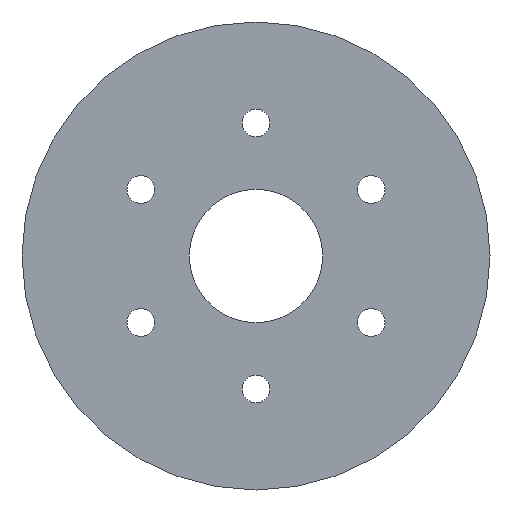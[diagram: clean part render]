
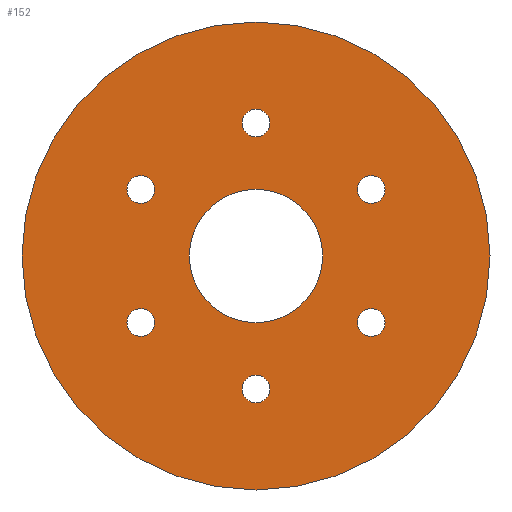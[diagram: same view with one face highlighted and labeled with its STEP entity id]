
A CAD part, front view. The second image highlights one B-rep face of the part: STEP entity #152.
In plain terms, the highlighted planar face has unit normal (0, -1, 0).
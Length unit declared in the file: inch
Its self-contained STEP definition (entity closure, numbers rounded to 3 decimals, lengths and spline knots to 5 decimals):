
#1 = VERTEX_POINT ( 'NONE', #346 ) ;
#5 = CARTESIAN_POINT ( 'NONE',  ( 0.8119, 0., 0.56675 ) ) ;
#10 = AXIS2_PLACEMENT_3D ( 'NONE', #200, #276, #148 ) ;
#11 = EDGE_LOOP ( 'NONE', ( #268 ) ) ;
#12 = ORIENTED_EDGE ( 'NONE', *, *, #277, .T. ) ;
#13 = DIRECTION ( 'NONE',  ( 0., 0., 1. ) ) ;
#15 = CARTESIAN_POINT ( 'NONE',  ( 0.8119, 0., -0.46875 ) ) ;
#18 = FACE_BOUND ( 'NONE', #113, .T. ) ;
#24 = AXIS2_PLACEMENT_3D ( 'NONE', #172, #150, #250 ) ;
#25 = CARTESIAN_POINT ( 'NONE',  ( 0., 0., 0. ) ) ;
#53 = CIRCLE ( 'NONE', #24, 0.098 ) ;
#55 = CARTESIAN_POINT ( 'NONE',  ( -0.8119, 0., -0.37075 ) ) ;
#57 = EDGE_LOOP ( 'NONE', ( #12 ) ) ;
#62 = CARTESIAN_POINT ( 'NONE',  ( 0., 0., -0.8395 ) ) ;
#75 = PLANE ( 'NONE',  #10 ) ;
#81 = AXIS2_PLACEMENT_3D ( 'NONE', #25, #82, #263 ) ;
#82 = DIRECTION ( 'NONE',  ( 0., 1., 0. ) ) ;
#83 = DIRECTION ( 'NONE',  ( 0., 1., 0. ) ) ;
#89 = VERTEX_POINT ( 'NONE', #5 ) ;
#92 = ORIENTED_EDGE ( 'NONE', *, *, #179, .T. ) ;
#96 = DIRECTION ( 'NONE',  ( 0., 0., 1. ) ) ;
#98 = CARTESIAN_POINT ( 'NONE',  ( -0.8119, 0., 0.46875 ) ) ;
#99 = CIRCLE ( 'NONE', #183, 0.098 ) ;
#104 = AXIS2_PLACEMENT_3D ( 'NONE', #98, #121, #202 ) ;
#108 = AXIS2_PLACEMENT_3D ( 'NONE', #332, #283, #96 ) ;
#110 = CARTESIAN_POINT ( 'NONE',  ( 0.8119, 0., -0.37075 ) ) ;
#111 = EDGE_LOOP ( 'NONE', ( #139 ) ) ;
#113 = EDGE_LOOP ( 'NONE', ( #92 ) ) ;
#114 = VERTEX_POINT ( 'NONE', #327 ) ;
#117 = ORIENTED_EDGE ( 'NONE', *, *, #187, .T. ) ;
#118 = CIRCLE ( 'NONE', #313, 0.098 ) ;
#120 = ORIENTED_EDGE ( 'NONE', *, *, #299, .F. ) ;
#121 = DIRECTION ( 'NONE',  ( 0., 1., 0. ) ) ;
#125 = CARTESIAN_POINT ( 'NONE',  ( 0., 0., 0. ) ) ;
#134 = CARTESIAN_POINT ( 'NONE',  ( -0.8119, 0., -0.46875 ) ) ;
#136 = VERTEX_POINT ( 'NONE', #166 ) ;
#137 = VERTEX_POINT ( 'NONE', #62 ) ;
#139 = ORIENTED_EDGE ( 'NONE', *, *, #163, .T. ) ;
#140 = AXIS2_PLACEMENT_3D ( 'NONE', #226, #290, #343 ) ;
#148 = DIRECTION ( 'NONE',  ( 0., 0., 1. ) ) ;
#150 = DIRECTION ( 'NONE',  ( 0., 1., 0. ) ) ;
#152 = ADVANCED_FACE ( 'NONE', ( #278, #224, #173, #279, #18, #337, #218, #246 ), #75, .F. ) ;
#163 = EDGE_CURVE ( 'NONE', #1, #1, #53, .T. ) ;
#164 = VERTEX_POINT ( 'NONE', #110 ) ;
#166 = CARTESIAN_POINT ( 'NONE',  ( 0., 0., 1.65 ) ) ;
#169 = AXIS2_PLACEMENT_3D ( 'NONE', #125, #253, #331 ) ;
#172 = CARTESIAN_POINT ( 'NONE',  ( 0., 0., 0.9375 ) ) ;
#173 = FACE_BOUND ( 'NONE', #269, .T. ) ;
#179 = EDGE_CURVE ( 'NONE', #89, #89, #254, .T. ) ;
#182 = EDGE_CURVE ( 'NONE', #164, #164, #99, .T. ) ;
#183 = AXIS2_PLACEMENT_3D ( 'NONE', #15, #197, #13 ) ;
#187 = EDGE_CURVE ( 'NONE', #239, #239, #289, .T. ) ;
#197 = DIRECTION ( 'NONE',  ( 0., 1., 0. ) ) ;
#200 = CARTESIAN_POINT ( 'NONE',  ( 0., 0., 0. ) ) ;
#202 = DIRECTION ( 'NONE',  ( 0., 0., 1. ) ) ;
#208 = EDGE_LOOP ( 'NONE', ( #117 ) ) ;
#218 = FACE_BOUND ( 'NONE', #208, .T. ) ;
#221 = CIRCLE ( 'NONE', #140, 0.098 ) ;
#224 = FACE_BOUND ( 'NONE', #57, .T. ) ;
#226 = CARTESIAN_POINT ( 'NONE',  ( 0., 0., -0.9375 ) ) ;
#231 = EDGE_CURVE ( 'NONE', #114, #114, #322, .T. ) ;
#239 = VERTEX_POINT ( 'NONE', #264 ) ;
#240 = ORIENTED_EDGE ( 'NONE', *, *, #182, .T. ) ;
#246 = FACE_BOUND ( 'NONE', #11, .T. ) ;
#250 = DIRECTION ( 'NONE',  ( 0., 0., 1. ) ) ;
#253 = DIRECTION ( 'NONE',  ( 0., 1., 0. ) ) ;
#254 = CIRCLE ( 'NONE', #108, 0.098 ) ;
#257 = CIRCLE ( 'NONE', #81, 1.65 ) ;
#263 = DIRECTION ( 'NONE',  ( 0., 0., 1. ) ) ;
#264 = CARTESIAN_POINT ( 'NONE',  ( -0.8119, 0., 0.56675 ) ) ;
#268 = ORIENTED_EDGE ( 'NONE', *, *, #345, .T. ) ;
#269 = EDGE_LOOP ( 'NONE', ( #271 ) ) ;
#270 = VERTEX_POINT ( 'NONE', #55 ) ;
#271 = ORIENTED_EDGE ( 'NONE', *, *, #231, .T. ) ;
#276 = DIRECTION ( 'NONE',  ( 0., 1., 0. ) ) ;
#277 = EDGE_CURVE ( 'NONE', #137, #137, #221, .T. ) ;
#278 = FACE_OUTER_BOUND ( 'NONE', #330, .T. ) ;
#279 = FACE_BOUND ( 'NONE', #282, .T. ) ;
#282 = EDGE_LOOP ( 'NONE', ( #240 ) ) ;
#283 = DIRECTION ( 'NONE',  ( 0., 1., 0. ) ) ;
#289 = CIRCLE ( 'NONE', #104, 0.098 ) ;
#290 = DIRECTION ( 'NONE',  ( 0., 1., 0. ) ) ;
#299 = EDGE_CURVE ( 'NONE', #136, #136, #257, .T. ) ;
#313 = AXIS2_PLACEMENT_3D ( 'NONE', #134, #83, #319 ) ;
#319 = DIRECTION ( 'NONE',  ( 0., 0., 1. ) ) ;
#322 = CIRCLE ( 'NONE', #169, 0.47 ) ;
#327 = CARTESIAN_POINT ( 'NONE',  ( 0., 0., 0.47 ) ) ;
#330 = EDGE_LOOP ( 'NONE', ( #120 ) ) ;
#331 = DIRECTION ( 'NONE',  ( 0., 0., 1. ) ) ;
#332 = CARTESIAN_POINT ( 'NONE',  ( 0.8119, 0., 0.46875 ) ) ;
#337 = FACE_BOUND ( 'NONE', #111, .T. ) ;
#343 = DIRECTION ( 'NONE',  ( 0., 0., 1. ) ) ;
#345 = EDGE_CURVE ( 'NONE', #270, #270, #118, .T. ) ;
#346 = CARTESIAN_POINT ( 'NONE',  ( 0., 0., 1.0355 ) ) ;
